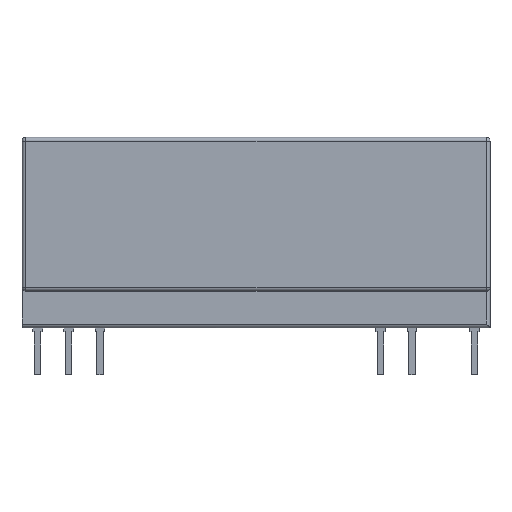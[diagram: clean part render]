
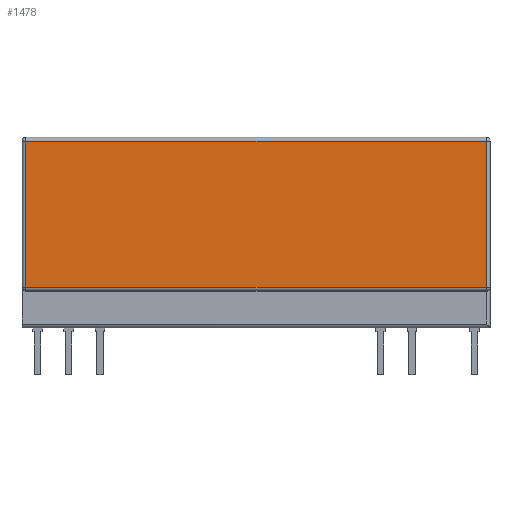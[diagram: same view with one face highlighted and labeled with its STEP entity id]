
A CAD part, top view. The second image highlights one B-rep face of the part: STEP entity #1478.
In plain terms, the highlighted planar face has unit normal (0, 0, 1).
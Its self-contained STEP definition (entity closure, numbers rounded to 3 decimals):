
#92=PLANE('',#1616);
#186=FACE_OUTER_BOUND('',#274,.T.);
#274=EDGE_LOOP('',(#1137,#1138,#1139,#1140));
#367=LINE('',#2143,#543);
#370=LINE('',#2147,#546);
#372=LINE('',#2150,#548);
#381=LINE('',#2170,#557);
#543=VECTOR('',#1749,10.);
#546=VECTOR('',#1754,10.);
#548=VECTOR('',#1758,10.);
#557=VECTOR('',#1781,10.);
#722=VERTEX_POINT('',#2105);
#725=VERTEX_POINT('',#2112);
#733=VERTEX_POINT('',#2129);
#735=VERTEX_POINT('',#2134);
#866=EDGE_CURVE('',#725,#735,#367,.T.);
#869=EDGE_CURVE('',#735,#733,#370,.T.);
#871=EDGE_CURVE('',#733,#722,#372,.T.);
#882=EDGE_CURVE('',#722,#725,#381,.T.);
#1137=ORIENTED_EDGE('',*,*,#866,.F.);
#1138=ORIENTED_EDGE('',*,*,#882,.F.);
#1139=ORIENTED_EDGE('',*,*,#871,.F.);
#1140=ORIENTED_EDGE('',*,*,#869,.F.);
#1478=ADVANCED_FACE('',(#186),#92,.T.);
#1616=AXIS2_PLACEMENT_3D('',#2193,#1811,#1812);
#1749=DIRECTION('',(0.,1.,0.));
#1754=DIRECTION('',(1.,0.,0.));
#1758=DIRECTION('',(0.,-1.,0.));
#1781=DIRECTION('',(-1.,0.,0.));
#1811=DIRECTION('center_axis',(0.,0.,1.));
#1812=DIRECTION('ref_axis',(0.,-1.,0.));
#2105=CARTESIAN_POINT('',(37.8,-12.216,2.19));
#2112=CARTESIAN_POINT('',(0.3,-12.216,2.19));
#2129=CARTESIAN_POINT('',(37.8,-0.3,2.19));
#2134=CARTESIAN_POINT('',(0.3,-0.3,2.19));
#2143=CARTESIAN_POINT('',(0.3,-3.875,2.19));
#2147=CARTESIAN_POINT('',(0.,-0.3,2.19));
#2150=CARTESIAN_POINT('',(37.8,-3.875,2.19));
#2170=CARTESIAN_POINT('',(0.,-12.216,2.19));
#2193=CARTESIAN_POINT('Origin',(0.,0.,2.19));
